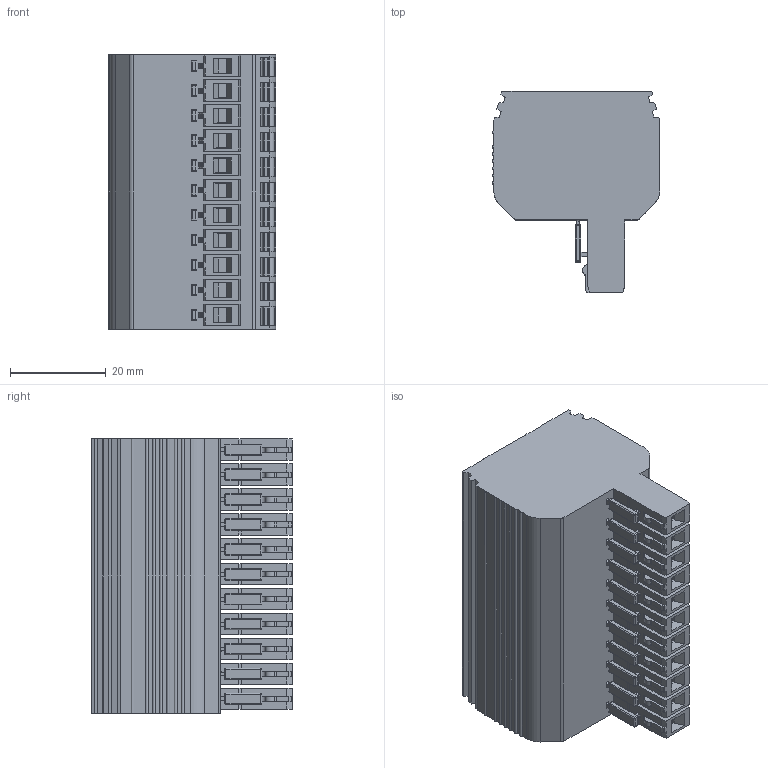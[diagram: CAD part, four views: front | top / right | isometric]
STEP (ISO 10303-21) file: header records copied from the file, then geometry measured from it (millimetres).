
FILE_DESCRIPTION (( 'STEP AP214' ), '1' );
FILE_NAME ('310569_SG_PT 2.5DB_11_Grey.STEP', '2017-10-02T05:08:02', ( '' ), ( '' ), 'SwSTEP 2.0', 'SolidWorks 2017', '' );
FILE_SCHEMA (( 'AUTOMOTIVE_DESIGN' ));
Length unit declared in the file: millimetre
Products named in the file (1): 310569_SG_PT 2.5DB_11_Grey
Bounding box: 34.9 x 41.9 x 57.2 mm (x, y, z)
Volume: 54765.8 mm3; surface area: 15150.2 mm2
Topology: 1 solids, 1 shells, 1858 faces, 5057 edges, 3210 vertices
Faces by surface type: plane 1185, cylinder 585, sphere 88
Entity records: 57539 total; most frequent: CARTESIAN_POINT 10203, ORIENTED_EDGE 9938, DIRECTION 9813, EDGE_CURVE 4969, LINE 3733, VECTOR 3733, VERTEX_POINT 3210, AXIS2_PLACEMENT_3D 3040
